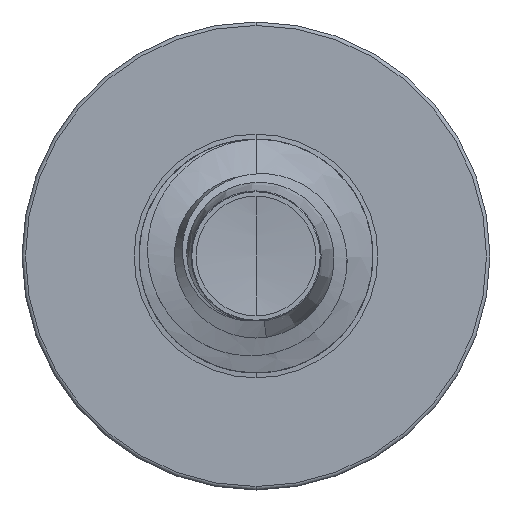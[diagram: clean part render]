
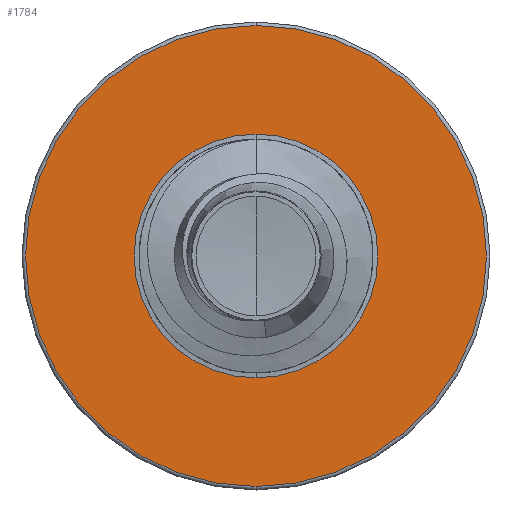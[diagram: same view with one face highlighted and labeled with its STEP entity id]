
A CAD part, front view. The second image highlights one B-rep face of the part: STEP entity #1784.
In plain terms, the highlighted planar face has unit normal (0, -1, 0).
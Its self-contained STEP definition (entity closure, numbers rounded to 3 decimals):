
#144 = ORIENTED_EDGE ( 'NONE', *, *, #9600, .F. ) ;
#276 = ORIENTED_EDGE ( 'NONE', *, *, #7388, .F. ) ;
#342 = CIRCLE ( 'NONE', #1759, 1.562 ) ;
#368 = AXIS2_PLACEMENT_3D ( 'NONE', #7757, #486, #8910 ) ;
#486 = DIRECTION ( 'NONE',  ( 0., 1., 0. ) ) ;
#1759 = AXIS2_PLACEMENT_3D ( 'NONE', #4011, #12169, #5222 ) ;
#1784 = ADVANCED_FACE ( 'NONE', ( #6674, #9774 ), #10841, .F. ) ;
#2109 = CARTESIAN_POINT ( 'NONE',  ( 0., 8., -2.955 ) ) ;
#2407 = CARTESIAN_POINT ( 'NONE',  ( 0., 8., 0. ) ) ;
#3640 = DIRECTION ( 'NONE',  ( 0., 0., 1. ) ) ;
#4011 = CARTESIAN_POINT ( 'NONE',  ( 0., 8., 0. ) ) ;
#5043 = AXIS2_PLACEMENT_3D ( 'NONE', #12216, #5272, #13355 ) ;
#5054 = DIRECTION ( 'NONE',  ( 0., 1., 0. ) ) ;
#5222 = DIRECTION ( 'NONE',  ( 0., 0., 1. ) ) ;
#5272 = DIRECTION ( 'NONE',  ( 0., 1., 0. ) ) ;
#6135 = EDGE_LOOP ( 'NONE', ( #9029, #12371 ) ) ;
#6236 = CARTESIAN_POINT ( 'NONE',  ( 0., 8., 2.955 ) ) ;
#6501 = AXIS2_PLACEMENT_3D ( 'NONE', #11904, #5054, #13138 ) ;
#6507 = VERTEX_POINT ( 'NONE', #2109 ) ;
#6674 = FACE_OUTER_BOUND ( 'NONE', #9964, .T. ) ;
#7388 = EDGE_CURVE ( 'NONE', #6507, #14970, #13681, .T. ) ;
#7757 = CARTESIAN_POINT ( 'NONE',  ( 0., 8., 0. ) ) ;
#8126 = CIRCLE ( 'NONE', #14323, 2.955 ) ;
#8248 = EDGE_CURVE ( 'NONE', #8848, #11599, #342, .T. ) ;
#8538 = EDGE_CURVE ( 'NONE', #11599, #8848, #11897, .T. ) ;
#8848 = VERTEX_POINT ( 'NONE', #11316 ) ;
#8910 = DIRECTION ( 'NONE',  ( 0., 0., 1. ) ) ;
#9029 = ORIENTED_EDGE ( 'NONE', *, *, #8248, .T. ) ;
#9600 = EDGE_CURVE ( 'NONE', #14970, #6507, #8126, .T. ) ;
#9774 = FACE_BOUND ( 'NONE', #6135, .T. ) ;
#9964 = EDGE_LOOP ( 'NONE', ( #144, #276 ) ) ;
#10658 = DIRECTION ( 'NONE',  ( 0., 1., 0. ) ) ;
#10771 = CARTESIAN_POINT ( 'NONE',  ( 0., 8., -1.562 ) ) ;
#10841 = PLANE ( 'NONE',  #6501 ) ;
#11316 = CARTESIAN_POINT ( 'NONE',  ( 0., 8., 1.562 ) ) ;
#11599 = VERTEX_POINT ( 'NONE', #10771 ) ;
#11897 = CIRCLE ( 'NONE', #5043, 1.562 ) ;
#11904 = CARTESIAN_POINT ( 'NONE',  ( 0., 8., -1.562 ) ) ;
#12169 = DIRECTION ( 'NONE',  ( 0., 1., 0. ) ) ;
#12216 = CARTESIAN_POINT ( 'NONE',  ( 0., 8., 0. ) ) ;
#12371 = ORIENTED_EDGE ( 'NONE', *, *, #8538, .T. ) ;
#13138 = DIRECTION ( 'NONE',  ( 0., 0., 1. ) ) ;
#13355 = DIRECTION ( 'NONE',  ( 0., 0., 1. ) ) ;
#13681 = CIRCLE ( 'NONE', #368, 2.955 ) ;
#14323 = AXIS2_PLACEMENT_3D ( 'NONE', #2407, #10658, #3640 ) ;
#14970 = VERTEX_POINT ( 'NONE', #6236 ) ;
